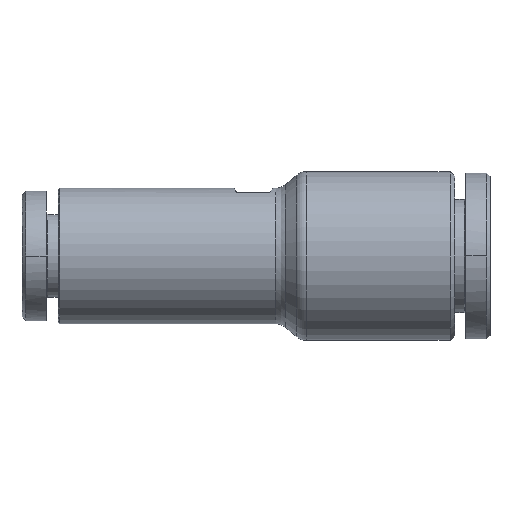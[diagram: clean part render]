
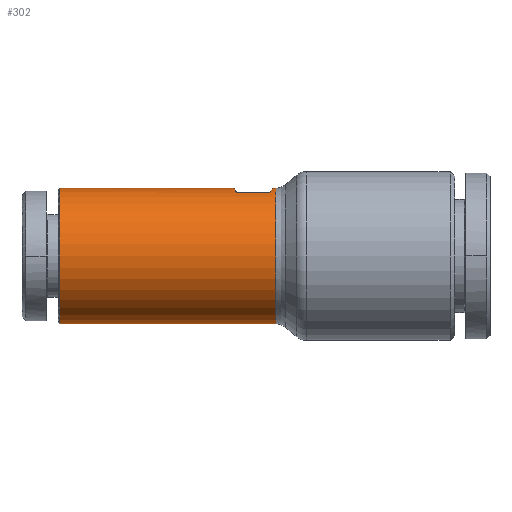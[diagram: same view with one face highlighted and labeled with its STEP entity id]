
A CAD part, front view. The second image highlights one B-rep face of the part: STEP entity #302.
In plain terms, the highlighted cylindrical face has radius 4.5 mm (diameter 9 mm), a partial arc.
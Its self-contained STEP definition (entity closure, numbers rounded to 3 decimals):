
#218=CARTESIAN_POINT('',(-1.418,0.,-0.216));
#219=DIRECTION('',(1.0,0.0,0.0));
#220=DIRECTION('',(0.0,0.0,1.0));
#221=AXIS2_PLACEMENT_3D('',#218,#219,#220);
#222=CYLINDRICAL_SURFACE('',#221,4.5);
#223=CARTESIAN_POINT('',(-9.318,0.,4.284));
#224=VERTEX_POINT('',#223);
#225=CARTESIAN_POINT('',(2.232,0.,4.284));
#226=VERTEX_POINT('',#225);
#227=CARTESIAN_POINT('',(-9.318,0.,4.284));
#228=DIRECTION('',(1.0,0.0,0.0));
#229=VECTOR('',#228,11.55);
#230=LINE('',#227,#229);
#231=EDGE_CURVE('',#224,#226,#230,.T.);
#232=ORIENTED_EDGE('',*,*,#231,.F.);
#233=CARTESIAN_POINT('',(-9.318,0.,4.284));
#234=VERTEX_POINT('',#233);
#235=CARTESIAN_POINT('',(-9.318,0.,-0.216));
#236=DIRECTION('',(-1.,0.,0.));
#237=DIRECTION('',(0.,0.,-1.));
#238=AXIS2_PLACEMENT_3D('',#235,#236,#237);
#239=CIRCLE('',#238,4.5);
#240=EDGE_CURVE('',#234,#224,#239,.T.);
#241=ORIENTED_EDGE('',*,*,#240,.F.);
#242=CARTESIAN_POINT('',(-9.318,0.,-4.716));
#243=VERTEX_POINT('',#242);
#244=CARTESIAN_POINT('',(-9.318,0.,-0.216));
#245=DIRECTION('',(-1.,0.,0.));
#246=DIRECTION('',(0.,0.,-1.));
#247=AXIS2_PLACEMENT_3D('',#244,#245,#246);
#248=CIRCLE('',#247,4.5);
#249=EDGE_CURVE('',#243,#234,#248,.T.);
#250=ORIENTED_EDGE('',*,*,#249,.F.);
#251=CARTESIAN_POINT('',(5.016,0.,-4.716));
#252=VERTEX_POINT('',#251);
#253=CARTESIAN_POINT('',(5.016,0.,-4.716));
#254=DIRECTION('',(-1.0,0.0,0.0));
#255=VECTOR('',#254,14.334);
#256=LINE('',#253,#255);
#257=EDGE_CURVE('',#252,#243,#256,.T.);
#258=ORIENTED_EDGE('',*,*,#257,.F.);
#259=CARTESIAN_POINT('',(5.016,0.,4.284));
#260=VERTEX_POINT('',#259);
#261=CARTESIAN_POINT('',(5.016,0.,-0.216));
#262=DIRECTION('',(1.0,0.0,0.0));
#263=DIRECTION('',(0.0,0.0,-1.0));
#264=AXIS2_PLACEMENT_3D('',#261,#262,#263);
#265=CIRCLE('',#264,4.5);
#266=EDGE_CURVE('',#260,#252,#265,.T.);
#267=ORIENTED_EDGE('',*,*,#266,.F.);
#268=CARTESIAN_POINT('',(4.832,0.,4.284));
#269=VERTEX_POINT('',#268);
#270=CARTESIAN_POINT('',(4.832,0.,4.284));
#271=DIRECTION('',(1.0,0.0,0.0));
#272=VECTOR('',#271,0.184);
#273=LINE('',#270,#272);
#274=EDGE_CURVE('',#269,#260,#273,.T.);
#275=ORIENTED_EDGE('',*,*,#274,.F.);
#276=CARTESIAN_POINT('',(4.632,-1.616,3.984));
#277=VERTEX_POINT('',#276);
#278=CARTESIAN_POINT('',(1.832,0.,-0.216));
#279=DIRECTION('',(0.832,0.,-0.555));
#280=DIRECTION('',(0.555,0.,0.832));
#281=AXIS2_PLACEMENT_3D('',#278,#279,#280);
#282=ELLIPSE('',#281,5.408,4.5);
#283=EDGE_CURVE('',#269,#277,#282,.T.);
#284=ORIENTED_EDGE('',*,*,#283,.T.);
#285=CARTESIAN_POINT('',(2.432,-1.616,3.984));
#286=VERTEX_POINT('',#285);
#287=CARTESIAN_POINT('',(4.632,-1.616,3.984));
#288=DIRECTION('',(-1.0,0.0,0.0));
#289=VECTOR('',#288,2.2);
#290=LINE('',#287,#289);
#291=EDGE_CURVE('',#277,#286,#290,.T.);
#292=ORIENTED_EDGE('',*,*,#291,.T.);
#293=CARTESIAN_POINT('',(5.232,0.,-0.216));
#294=DIRECTION('',(-0.832,0.,-0.555));
#295=DIRECTION('',(-0.555,0.,0.832));
#296=AXIS2_PLACEMENT_3D('',#293,#294,#295);
#297=ELLIPSE('',#296,5.408,4.5);
#298=EDGE_CURVE('',#286,#226,#297,.T.);
#299=ORIENTED_EDGE('',*,*,#298,.T.);
#300=EDGE_LOOP('',(#232,#241,#250,#258,#267,#275,#284,#292,#299));
#301=FACE_OUTER_BOUND('',#300,.T.);
#302=ADVANCED_FACE('',(#301),#222,.T.);
